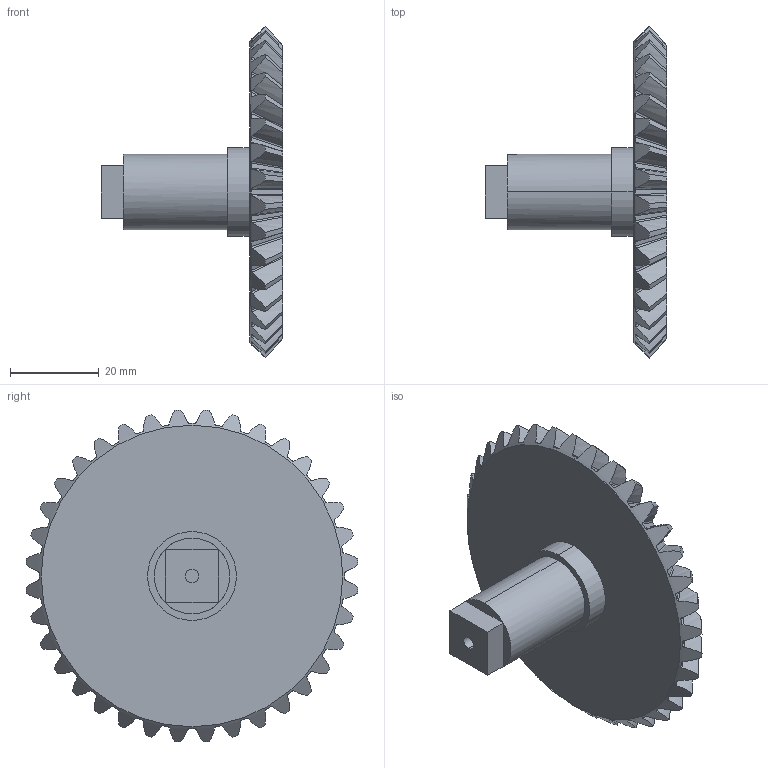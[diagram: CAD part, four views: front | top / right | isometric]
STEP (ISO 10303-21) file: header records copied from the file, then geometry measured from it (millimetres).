
FILE_DESCRIPTION (( 'STEP AP214' ), '1' );
FILE_NAME ('sidebears.STEP', '2025-02-14T19:12:39', ( '' ), ( '' ), 'SwSTEP 2.0', 'SolidWorks 2023', '' );
FILE_SCHEMA (( 'AUTOMOTIVE_DESIGN' ));
Length unit declared in the file: millimetre
Products named in the file (1): sidebears
Bounding box: 40.88 x 74.64 x 74.64 mm (x, y, z)
Volume: 32832.6 mm3; surface area: 12610.7 mm2
Topology: 1 solids, 1 shells, 248 faces, 713 edges, 472 vertices
Faces by surface type: bspline 180, cone 38, plane 18, cylinder 12
Entity records: 10010 total; most frequent: CARTESIAN_POINT 4974, ORIENTED_EDGE 1426, EDGE_CURVE 713, DIRECTION 513, VERTEX_POINT 472, B_SPLINE_CURVE_WITH_KNOTS 436, EDGE_LOOP 255, FACE_OUTER_BOUND 248
